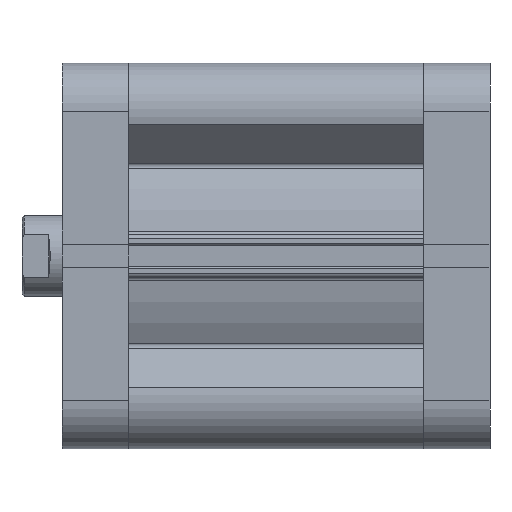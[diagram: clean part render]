
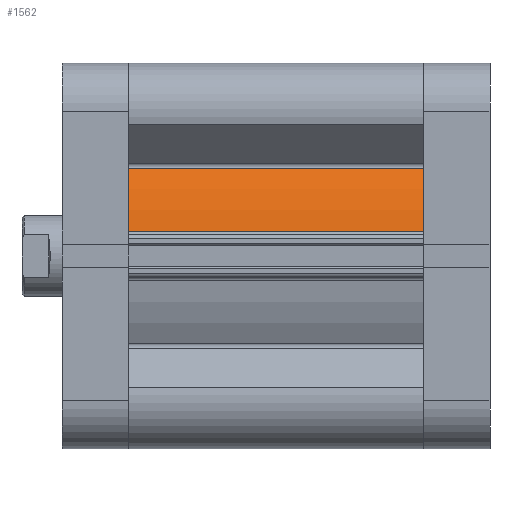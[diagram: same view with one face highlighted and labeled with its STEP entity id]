
A CAD part, front view. The second image highlights one B-rep face of the part: STEP entity #1562.
In plain terms, the highlighted cylindrical face has radius 43.5 mm (diameter 87 mm), a partial arc.
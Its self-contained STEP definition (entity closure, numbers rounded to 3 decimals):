
#1158 = EDGE_CURVE ( 'NONE', #11321, #11322, #8534, .T. ) ;
#1167 = EDGE_CURVE ( 'NONE', #11323, #11322, #8545, .T. ) ;
#1168 = EDGE_CURVE ( 'NONE', #11324, #11323, #8550, .T. ) ;
#1169 = EDGE_CURVE ( 'NONE', #11321, #11324, #8542, .T. ) ;
#1451 = AXIS2_PLACEMENT_3D ( 'NONE', #9296, #9305, #9306 ) ;
#1562 = ADVANCED_FACE ( 'NONE', ( #8813 ), #8816, .T. ) ;
#1800 = AXIS2_PLACEMENT_3D ( 'NONE', #9330, #9332, #9333 ) ;
#1940 = AXIS2_PLACEMENT_3D ( 'NONE', #9830, #9829, #9828 ) ;
#2948 = CARTESIAN_POINT ( 'NONE',  ( 6.11, -43.069, 73.5 ) ) ;
#2949 = CARTESIAN_POINT ( 'NONE',  ( 21.765, -37.663, 73.5 ) ) ;
#2950 = CARTESIAN_POINT ( 'NONE',  ( 21.765, -37.663, 0. ) ) ;
#2951 = CARTESIAN_POINT ( 'NONE',  ( 6.11, -43.069, 0. ) ) ;
#4543 = EDGE_LOOP ( 'NONE', ( #10965, #10964, #11079, #11083 ) ) ;
#8534 = CIRCLE ( 'NONE', #1451, 43.5 ) ;
#8537 = VECTOR ( 'NONE', #9329, 1000. ) ;
#8542 = LINE ( 'NONE', #9334, #8544 ) ;
#8544 = VECTOR ( 'NONE', #9335, 1000. ) ;
#8545 = LINE ( 'NONE', #9321, #8537 ) ;
#8550 = CIRCLE ( 'NONE', #1800, 43.5 ) ;
#8813 = FACE_OUTER_BOUND ( 'NONE', #4543, .T. ) ;
#8816 = CYLINDRICAL_SURFACE ( 'NONE', #1940, 43.5 ) ;
#9296 = CARTESIAN_POINT ( 'NONE',  ( 0., 0., 73.5 ) ) ;
#9305 = DIRECTION ( 'NONE',  ( 0., 0., 1. ) ) ;
#9306 = DIRECTION ( 'NONE',  ( 1., 0., 0. ) ) ;
#9321 = CARTESIAN_POINT ( 'NONE',  ( 21.765, -37.663, 73.5 ) ) ;
#9329 = DIRECTION ( 'NONE',  ( 0., 0., 1. ) ) ;
#9330 = CARTESIAN_POINT ( 'NONE',  ( 0., 0., 0. ) ) ;
#9332 = DIRECTION ( 'NONE',  ( 0., 0., 1. ) ) ;
#9333 = DIRECTION ( 'NONE',  ( 1., 0., 0. ) ) ;
#9334 = CARTESIAN_POINT ( 'NONE',  ( 6.11, -43.069, 73.5 ) ) ;
#9335 = DIRECTION ( 'NONE',  ( 0., 0., -1. ) ) ;
#9828 = DIRECTION ( 'NONE',  ( -1., 0., 0. ) ) ;
#9829 = DIRECTION ( 'NONE',  ( 0., 0., -1. ) ) ;
#9830 = CARTESIAN_POINT ( 'NONE',  ( 0., 0., 73.5 ) ) ;
#10964 = ORIENTED_EDGE ( 'NONE', *, *, #1167, .T. ) ;
#10965 = ORIENTED_EDGE ( 'NONE', *, *, #1168, .T. ) ;
#11079 = ORIENTED_EDGE ( 'NONE', *, *, #1158, .F. ) ;
#11083 = ORIENTED_EDGE ( 'NONE', *, *, #1169, .T. ) ;
#11321 = VERTEX_POINT ( 'NONE', #2948 ) ;
#11322 = VERTEX_POINT ( 'NONE', #2949 ) ;
#11323 = VERTEX_POINT ( 'NONE', #2950 ) ;
#11324 = VERTEX_POINT ( 'NONE', #2951 ) ;
